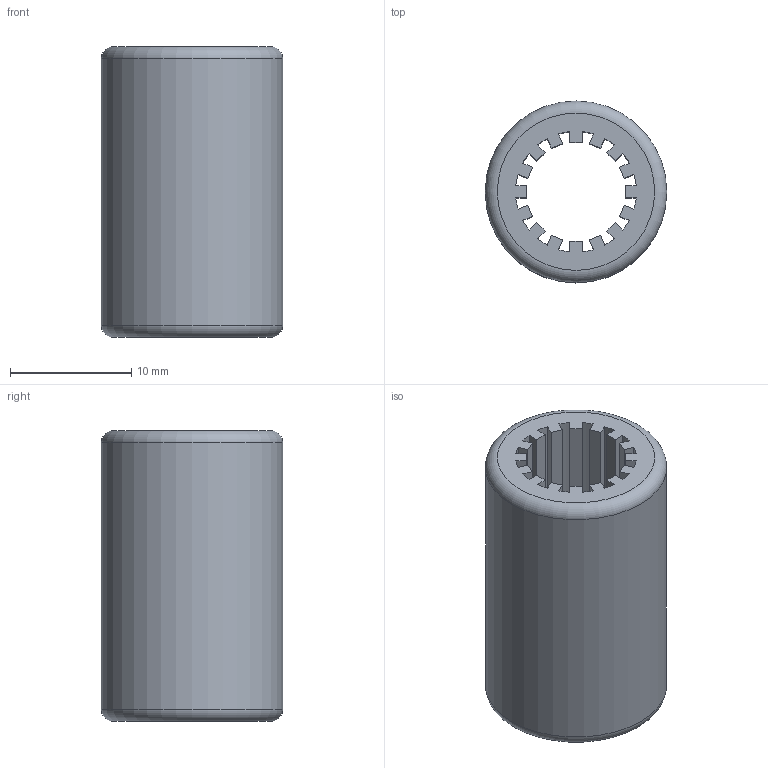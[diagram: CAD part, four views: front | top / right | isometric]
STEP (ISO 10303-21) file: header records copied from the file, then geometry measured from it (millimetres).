
FILE_DESCRIPTION(('FreeCAD Model'),'2;1');
FILE_NAME('Open CASCADE Shape Model','2022-02-28T09:59:59',('Author'),( ''),'Open CASCADE STEP processor 7.5','FreeCAD','Unknown');
FILE_SCHEMA(('AUTOMOTIVE_DESIGN { 1 0 10303 214 1 1 1 1 }'));
Length unit declared in the file: millimetre
Products named in the file (1): LM8UU.bearing.teeth
Bounding box: 15 x 15 x 24 mm (x, y, z)
Volume: 2679 mm3; surface area: 2739.8 mm2
Topology: 1 solids, 1 shells, 69 faces, 199 edges, 132 vertices
Faces by surface type: plane 50, cylinder 17, torus 2
Full cylindrical faces by diameter (mm): 15 x1
Entity records: 4800 total; most frequent: CARTESIAN_POINT 867, DIRECTION 707, LINE 457, VECTOR 457, ORIENTED_EDGE 398, PCURVE 398, DEFINITIONAL_REPRESENTATION 398, EDGE_CURVE 199
